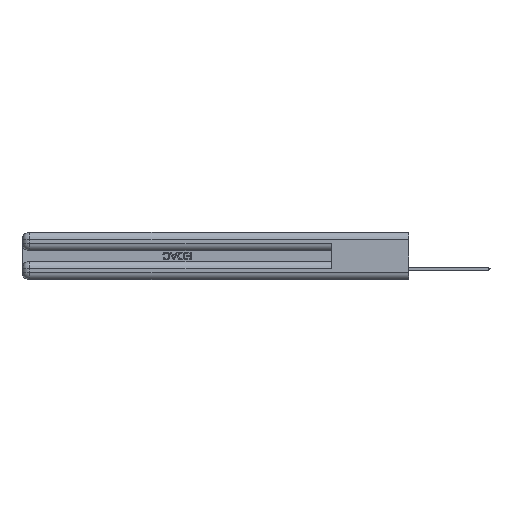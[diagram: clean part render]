
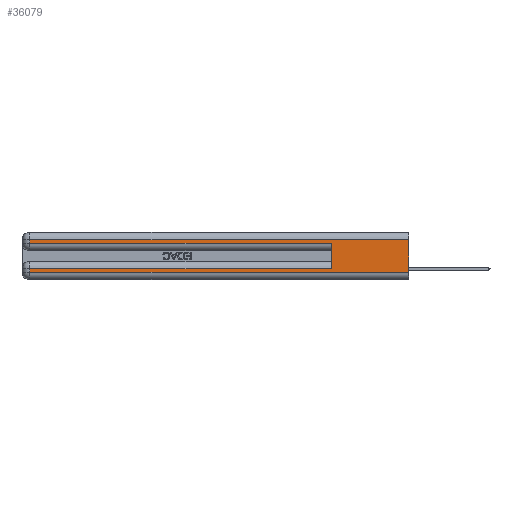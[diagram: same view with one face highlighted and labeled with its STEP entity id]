
A CAD part, left-side view. The second image highlights one B-rep face of the part: STEP entity #36079.
In plain terms, the highlighted planar face has unit normal (-1, 0, 0).
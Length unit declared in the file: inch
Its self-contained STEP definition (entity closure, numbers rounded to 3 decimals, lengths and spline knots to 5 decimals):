
#96 = CARTESIAN_POINT ( 'NONE',  ( 0., 0., 0.06 ) ) ;
#345 = DIRECTION ( 'NONE',  ( 0., -1., 0. ) ) ;
#601 = ORIENTED_EDGE ( 'NONE', *, *, #23874, .T. ) ;
#755 = AXIS2_PLACEMENT_3D ( 'NONE', #15826, #16120, #22827 ) ;
#1032 = CARTESIAN_POINT ( 'NONE',  ( 0., 0., 0.285 ) ) ;
#1844 = LINE ( 'NONE', #19204, #18997 ) ;
#2608 = LINE ( 'NONE', #33741, #37830 ) ;
#3333 = ORIENTED_EDGE ( 'NONE', *, *, #28248, .F. ) ;
#3498 = EDGE_CURVE ( 'NONE', #31088, #27165, #6478, .T. ) ;
#4249 = VECTOR ( 'NONE', #13436, 39.37008 ) ;
#6163 = VECTOR ( 'NONE', #30562, 39.37008 ) ;
#6478 = LINE ( 'NONE', #33381, #4249 ) ;
#7969 = CARTESIAN_POINT ( 'NONE',  ( 0., 2.94, 0.31 ) ) ;
#12066 = CARTESIAN_POINT ( 'NONE',  ( 0., 2.94, 0.37 ) ) ;
#13436 = DIRECTION ( 'NONE',  ( 0., 0., -1. ) ) ;
#15284 = LINE ( 'NONE', #41538, #30696 ) ;
#15703 = VECTOR ( 'NONE', #34653, 39.37008 ) ;
#15826 = CARTESIAN_POINT ( 'NONE',  ( 0., 0., 0.37 ) ) ;
#16120 = DIRECTION ( 'NONE',  ( 1., 0., 0. ) ) ;
#16787 = DIRECTION ( 'NONE',  ( 0., 1., 0. ) ) ;
#18997 = VECTOR ( 'NONE', #19364, 39.37008 ) ;
#19204 = CARTESIAN_POINT ( 'NONE',  ( 0., 0., 0.37 ) ) ;
#19364 = DIRECTION ( 'NONE',  ( 0., 0., -1. ) ) ;
#20167 = EDGE_CURVE ( 'NONE', #34405, #31088, #2608, .T. ) ;
#20386 = CARTESIAN_POINT ( 'NONE',  ( 0., 2.94, 0.285 ) ) ;
#21250 = ORIENTED_EDGE ( 'NONE', *, *, #37961, .T. ) ;
#21477 = LINE ( 'NONE', #42933, #28908 ) ;
#21581 = CARTESIAN_POINT ( 'NONE',  ( 0., 0., 0.31 ) ) ;
#22236 = ORIENTED_EDGE ( 'NONE', *, *, #20167, .T. ) ;
#22599 = VERTEX_POINT ( 'NONE', #40661 ) ;
#22687 = DIRECTION ( 'NONE',  ( 0., 0., -1. ) ) ;
#22827 = DIRECTION ( 'NONE',  ( 0., 0., -1. ) ) ;
#23874 = EDGE_CURVE ( 'NONE', #27165, #24553, #26950, .T. ) ;
#23900 = CARTESIAN_POINT ( 'NONE',  ( 0., 0.6, 0.145 ) ) ;
#24388 = ORIENTED_EDGE ( 'NONE', *, *, #30095, .T. ) ;
#24553 = VERTEX_POINT ( 'NONE', #41586 ) ;
#26028 = DIRECTION ( 'NONE',  ( 0., 1., 0. ) ) ;
#26950 = LINE ( 'NONE', #1032, #15703 ) ;
#27165 = VERTEX_POINT ( 'NONE', #20386 ) ;
#27449 = ORIENTED_EDGE ( 'NONE', *, *, #27749, .F. ) ;
#27737 = VERTEX_POINT ( 'NONE', #96 ) ;
#27749 = EDGE_CURVE ( 'NONE', #31521, #24553, #35504, .T. ) ;
#28248 = EDGE_CURVE ( 'NONE', #34405, #27737, #1844, .T. ) ;
#28908 = VECTOR ( 'NONE', #26028, 39.37008 ) ;
#30024 = CARTESIAN_POINT ( 'NONE',  ( 0., 2.94, 0.085 ) ) ;
#30095 = EDGE_CURVE ( 'NONE', #31521, #42238, #21477, .T. ) ;
#30562 = DIRECTION ( 'NONE',  ( 0., 0., 1. ) ) ;
#30696 = VECTOR ( 'NONE', #345, 39.37008 ) ;
#31088 = VERTEX_POINT ( 'NONE', #7969 ) ;
#31521 = VERTEX_POINT ( 'NONE', #40891 ) ;
#32139 = EDGE_CURVE ( 'NONE', #22599, #27737, #15284, .T. ) ;
#33381 = CARTESIAN_POINT ( 'NONE',  ( 0., 2.94, 0.37 ) ) ;
#33741 = CARTESIAN_POINT ( 'NONE',  ( 0., 0., 0.31 ) ) ;
#34258 = FACE_OUTER_BOUND ( 'NONE', #37628, .T. ) ;
#34405 = VERTEX_POINT ( 'NONE', #21581 ) ;
#34653 = DIRECTION ( 'NONE',  ( 0., -1., 0. ) ) ;
#35504 = LINE ( 'NONE', #23900, #6163 ) ;
#36079 = ADVANCED_FACE ( 'NONE', ( #34258 ), #42296, .F. ) ;
#37587 = ORIENTED_EDGE ( 'NONE', *, *, #3498, .T. ) ;
#37628 = EDGE_LOOP ( 'NONE', ( #3333, #22236, #37587, #601, #27449, #24388, #21250, #40875 ) ) ;
#37830 = VECTOR ( 'NONE', #16787, 39.37008 ) ;
#37961 = EDGE_CURVE ( 'NONE', #42238, #22599, #41513, .T. ) ;
#38354 = VECTOR ( 'NONE', #22687, 39.37008 ) ;
#40661 = CARTESIAN_POINT ( 'NONE',  ( 0., 2.94, 0.06 ) ) ;
#40875 = ORIENTED_EDGE ( 'NONE', *, *, #32139, .T. ) ;
#40891 = CARTESIAN_POINT ( 'NONE',  ( 0., 0.6, 0.085 ) ) ;
#41513 = LINE ( 'NONE', #12066, #38354 ) ;
#41538 = CARTESIAN_POINT ( 'NONE',  ( 0., 0., 0.06 ) ) ;
#41586 = CARTESIAN_POINT ( 'NONE',  ( 0., 0.6, 0.285 ) ) ;
#42238 = VERTEX_POINT ( 'NONE', #30024 ) ;
#42296 = PLANE ( 'NONE',  #755 ) ;
#42933 = CARTESIAN_POINT ( 'NONE',  ( 0., 0., 0.085 ) ) ;
